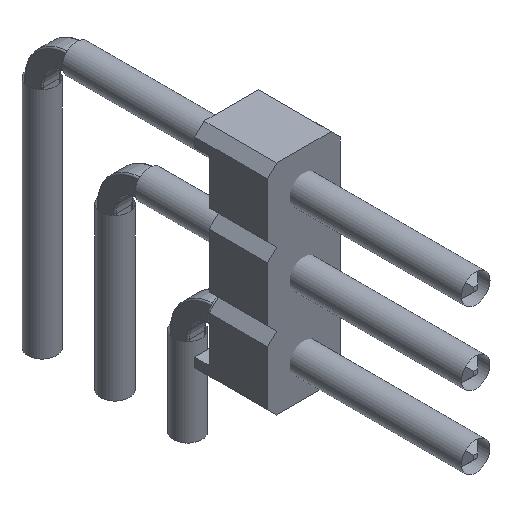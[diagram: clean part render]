
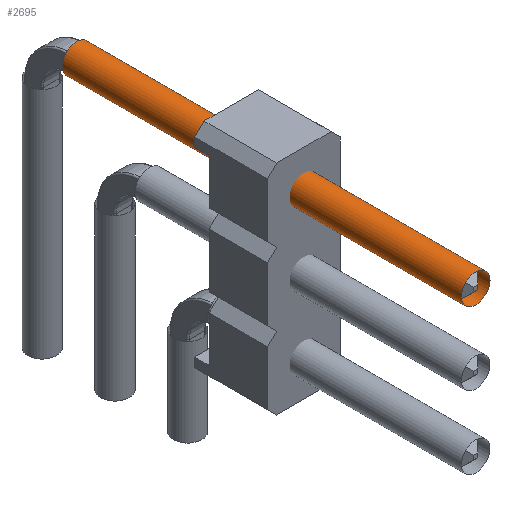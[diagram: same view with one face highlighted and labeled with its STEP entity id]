
A CAD part, isometric view. The second image highlights one B-rep face of the part: STEP entity #2695.
In plain terms, the highlighted cylindrical face has radius 0.5 mm (diameter 1 mm), a full revolution.
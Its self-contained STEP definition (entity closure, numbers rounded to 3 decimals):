
#1464=ORIENTED_EDGE('',*,*,#1848,.F.);
#1465=ORIENTED_EDGE('',*,*,#1849,.T.);
#1848=EDGE_CURVE('',#2100,#2100,#2184,.T.);
#1849=EDGE_CURVE('',#2101,#2101,#2185,.T.);
#2100=VERTEX_POINT('',#4671);
#2101=VERTEX_POINT('',#4673);
#2184=CIRCLE('',#3067,0.5);
#2185=CIRCLE('',#3068,0.5);
#2342=EDGE_LOOP('',(#1464));
#2343=EDGE_LOOP('',(#1465));
#2500=FACE_BOUND('',#2342,.T.);
#2501=FACE_BOUND('',#2343,.T.);
#2549=CYLINDRICAL_SURFACE('',#3066,0.5);
#2695=ADVANCED_FACE('',(#2500,#2501),#2549,.F.);
#3066=AXIS2_PLACEMENT_3D('',#4669,#3880,#3881);
#3067=AXIS2_PLACEMENT_3D('',#4670,#3882,#3883);
#3068=AXIS2_PLACEMENT_3D('',#4672,#3884,#3885);
#3880=DIRECTION('',(1.,0.,0.));
#3881=DIRECTION('',(0.,0.,-1.));
#3882=DIRECTION('',(-1.,0.,0.));
#3883=DIRECTION('',(0.,0.,1.));
#3884=DIRECTION('',(-1.,0.,0.));
#3885=DIRECTION('',(0.,0.,1.));
#4669=CARTESIAN_POINT('',(1.2,0.,9.35));
#4670=CARTESIAN_POINT('',(15.14,0.,9.35));
#4671=CARTESIAN_POINT('',(15.14,0.,9.85));
#4672=CARTESIAN_POINT('',(1.2,0.,9.35));
#4673=CARTESIAN_POINT('',(1.2,0.,9.85));
